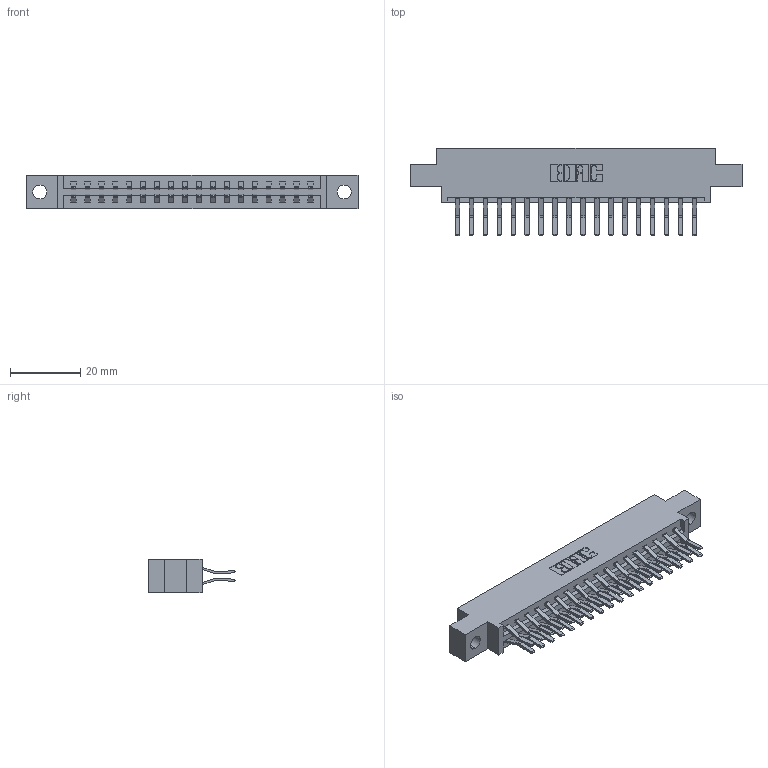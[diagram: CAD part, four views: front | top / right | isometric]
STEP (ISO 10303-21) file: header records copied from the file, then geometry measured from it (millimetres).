
FILE_DESCRIPTION (( 'STEP AP203' ), '1' );
FILE_NAME ('387-036-560-804.STEP', '2019-10-17T20:33:51', ( '' ), ( '' ), 'SwSTEP 2.0', 'SolidWorks 2016', '' );
FILE_SCHEMA (( 'CONFIG_CONTROL_DESIGN' ));
Length unit declared in the file: inch
Products named in the file (3): 337 Part_0.170 Offset - 0.156 Dia-TH; 345-292-001_560 Tail; 387-036-560-804
Assembly tree (37 placements, depth 2):
  387-036-560-804
    337 Part_0.170 Offset - 0.156 Dia-TH
    345-292-001_560 Tail  x36
Bounding box: 94.34 x 24.78 x 9.4 mm (x, y, z)
Volume: 9653 mm3; surface area: 11267.7 mm2
Topology: 37 solids, 37 shells, 2134 faces, 6335 edges, 4174 vertices
Faces by surface type: plane 1442, cylinder 692
Entity records: 17283 total; most frequent: CARTESIAN_POINT 2934, ORIENTED_EDGE 2870, DIRECTION 2543, EDGE_CURVE 1435, LINE 1303, VECTOR 1303, VERTEX_POINT 954, AXIS2_PLACEMENT_3D 620
